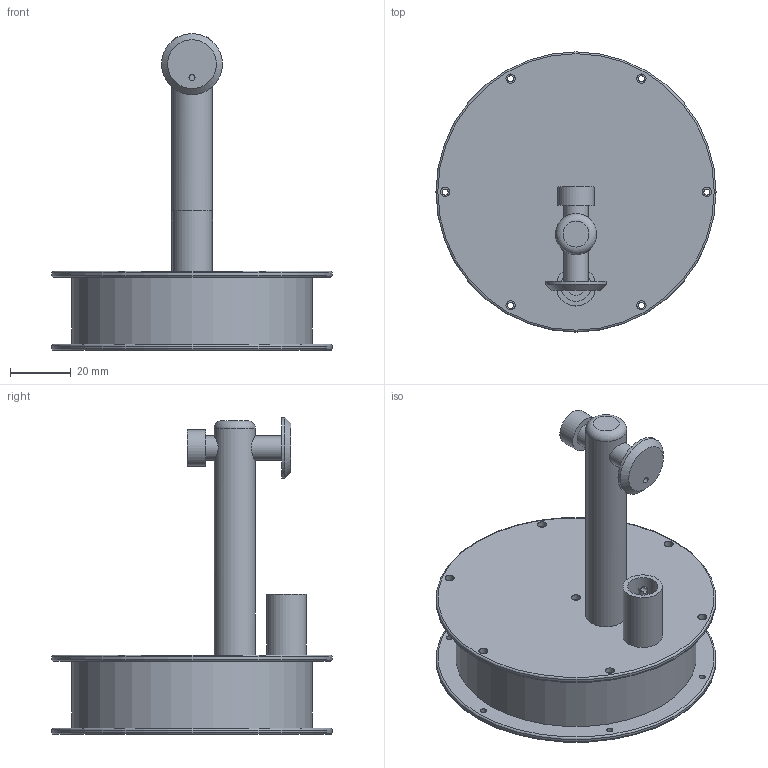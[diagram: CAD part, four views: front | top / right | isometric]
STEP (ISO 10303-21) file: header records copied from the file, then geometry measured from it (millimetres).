
FILE_DESCRIPTION(/* description */ ('STEP AP242','CAx-IF Rec.Pracs.---Representation and Presentation of Product Manufacturing Information (PMI)---4.0---2014-10-13','CAx-IF Rec.Pracs.---3D Tessellated Geometry---0.4---2014-09-14','2;1'),/* implementation_level */ '2;1');
FILE_NAME(/* name */ '66914aa470e9512065f7a377',/* time_stamp */ '2024-07-12T15:24:21Z',/* author */ (''),/* organization */ (''),/* preprocessor_version */ 'ST-DEVELOPER v20',/* originating_system */ ' ',/* authorisation */ ' ');
FILE_SCHEMA (('AP242_MANAGED_MODEL_BASED_3D_ENGINEERING_MIM_LF { 1 0 10303 442 1 1 4 }'));
Length unit declared in the file: metre
Products named in the file (8): Hub; Flywheel post; Piston Rod; Piston; Piston Sleeve; Glass Sleeve; Upper Plate; Lower Plate
Bounding box: 92 x 92 x 104 mm (x, y, z)
Volume: 49337 mm3; surface area: 46648.4 mm2
Topology: 8 solids, 8 shells, 61 faces, 114 edges, 74 vertices
Faces by surface type: cylinder 32, plane 23, torus 5, cone 1
Full cylindrical faces by diameter (mm): 2 x8, 3 x8, 6 x1, 8 x2, 10 x2, 12 x1, 13 x2, 13.5 x2, 20 x1, 76 x1, 79 x1, 92 x2
Entity records: 1646 total; most frequent: DIRECTION 274, CARTESIAN_POINT 261, ORIENTED_EDGE 146, EDGE_LOOP 138, FACE_BOUND 138, AXIS2_PLACEMENT_3D 136, EDGE_CURVE 73, VERTEX_POINT 71
